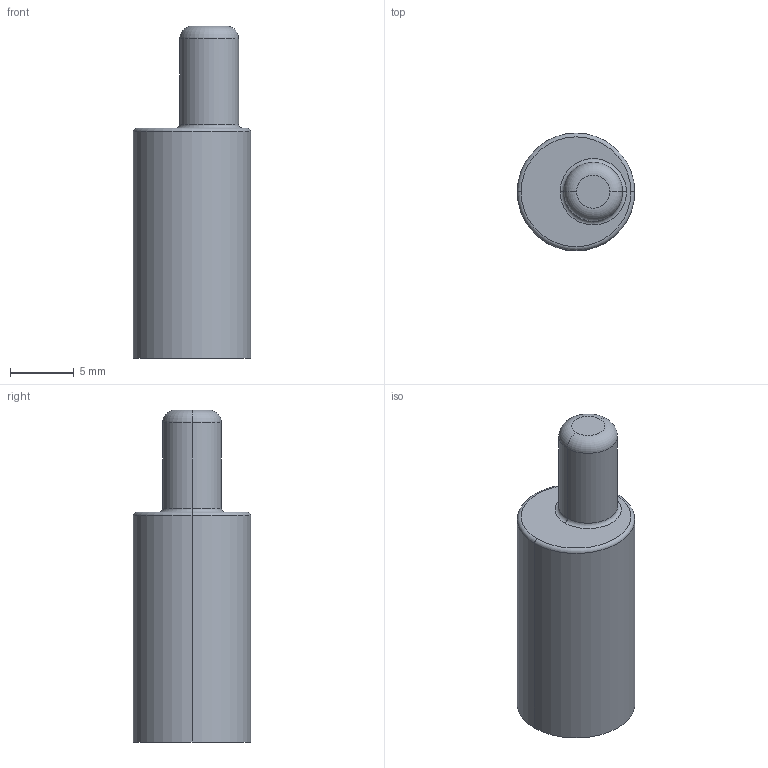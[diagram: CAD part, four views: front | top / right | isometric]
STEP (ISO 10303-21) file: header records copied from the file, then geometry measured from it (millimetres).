
FILE_DESCRIPTION(('Creo Elements/Direct Modeling STEP Export'),'2;1');
FILE_NAME('0lndrr04ol4ngm02948','2019-01-10T 9:30:05',(''),(''),'PTC Creo Elements/Direct Modeling STEP processor for AP214 (Solid Model)','PTC Creo Elements/Direct Modeling 19.0B 21-Mar-2015 (C) Parametric Technology GmbH','');
FILE_SCHEMA(('AUTOMOTIVE_DESIGN { 1 0 10303 214 1 1 1 1 }'));
Length unit declared in the file: millimetre
Products named in the file (1): CGT_25
Bounding box: 9.2 x 9.2 x 26 mm (x, y, z)
Volume: 756.4 mm3; surface area: 1078.4 mm2
Topology: 1 solids, 1 shells, 19 faces, 40 edges, 23 vertices
Faces by surface type: cylinder 6, torus 6, cone 4, plane 3
Entity records: 466 total; most frequent: DIRECTION 82, ORIENTED_EDGE 76, CARTESIAN_POINT 69, EDGE_CURVE 38, AXIS2_PLACEMENT_3D 36, VERTEX_POINT 23, EDGE_LOOP 21, FACE_OUTER_BOUND 19
